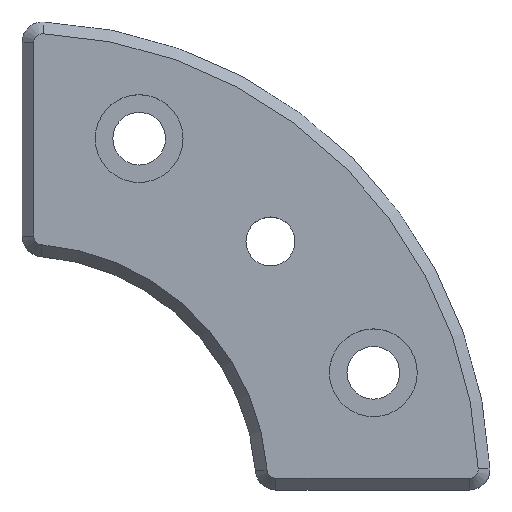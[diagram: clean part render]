
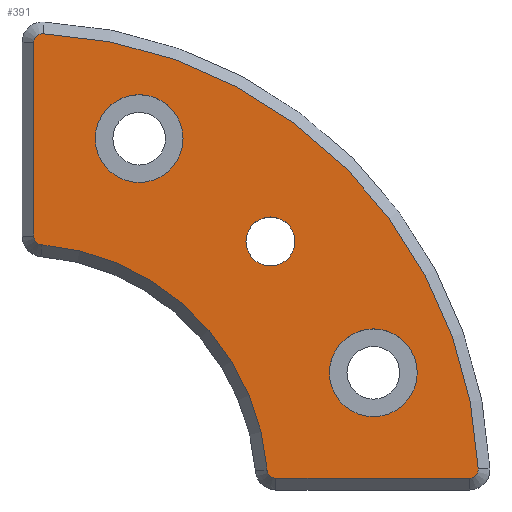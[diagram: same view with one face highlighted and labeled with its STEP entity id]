
A CAD part, top view. The second image highlights one B-rep face of the part: STEP entity #391.
In plain terms, the highlighted planar face has unit normal (0, 0, 1).
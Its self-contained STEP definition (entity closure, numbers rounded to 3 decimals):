
#20=LINE('',#630,#42);
#26=LINE('',#654,#48);
#42=VECTOR('',#507,33.061);
#48=VECTOR('',#533,33.061);
#70=PLANE('',#443);
#80=FACE_BOUND('',#138,.T.);
#81=FACE_BOUND('',#139,.T.);
#82=FACE_BOUND('',#140,.T.);
#105=FACE_OUTER_BOUND('',#137,.T.);
#137=EDGE_LOOP('',(#323,#324,#325,#326,#327,#328,#329,#330));
#138=EDGE_LOOP('',(#331));
#139=EDGE_LOOP('',(#332));
#140=EDGE_LOOP('',(#333));
#150=CIRCLE('',#401,4.188);
#153=CIRCLE('',#406,7.5);
#157=CIRCLE('',#413,7.5);
#159=CIRCLE('',#417,42.);
#162=CIRCLE('',#421,1.5);
#164=CIRCLE('',#425,1.5);
#166=CIRCLE('',#428,78.);
#168=CIRCLE('',#431,1.5);
#170=CIRCLE('',#435,1.5);
#178=VERTEX_POINT('',#586);
#181=VERTEX_POINT('',#594);
#185=VERTEX_POINT('',#605);
#188=VERTEX_POINT('',#612);
#189=VERTEX_POINT('',#614);
#191=VERTEX_POINT('',#620);
#193=VERTEX_POINT('',#626);
#195=VERTEX_POINT('',#632);
#197=VERTEX_POINT('',#638);
#199=VERTEX_POINT('',#644);
#201=VERTEX_POINT('',#650);
#212=EDGE_CURVE('',#178,#178,#150,.T.);
#215=EDGE_CURVE('',#181,#181,#153,.T.);
#219=EDGE_CURVE('',#185,#185,#157,.T.);
#222=EDGE_CURVE('',#188,#189,#159,.T.);
#227=EDGE_CURVE('',#189,#191,#162,.T.);
#230=EDGE_CURVE('',#191,#193,#20,.T.);
#233=EDGE_CURVE('',#193,#195,#164,.T.);
#236=EDGE_CURVE('',#195,#197,#166,.T.);
#239=EDGE_CURVE('',#197,#199,#168,.T.);
#242=EDGE_CURVE('',#199,#201,#26,.T.);
#244=EDGE_CURVE('',#201,#188,#170,.T.);
#323=ORIENTED_EDGE('',*,*,#222,.F.);
#324=ORIENTED_EDGE('',*,*,#244,.F.);
#325=ORIENTED_EDGE('',*,*,#242,.F.);
#326=ORIENTED_EDGE('',*,*,#239,.F.);
#327=ORIENTED_EDGE('',*,*,#236,.F.);
#328=ORIENTED_EDGE('',*,*,#233,.F.);
#329=ORIENTED_EDGE('',*,*,#230,.F.);
#330=ORIENTED_EDGE('',*,*,#227,.F.);
#331=ORIENTED_EDGE('',*,*,#212,.T.);
#332=ORIENTED_EDGE('',*,*,#215,.T.);
#333=ORIENTED_EDGE('',*,*,#219,.T.);
#391=ADVANCED_FACE('',(#105,#80,#81,#82),#70,.T.);
#401=AXIS2_PLACEMENT_3D('',#587,#458,#459);
#406=AXIS2_PLACEMENT_3D('',#595,#468,#469);
#413=AXIS2_PLACEMENT_3D('',#606,#482,#483);
#417=AXIS2_PLACEMENT_3D('',#615,#491,#492);
#421=AXIS2_PLACEMENT_3D('',#624,#501,#502);
#425=AXIS2_PLACEMENT_3D('',#636,#513,#514);
#428=AXIS2_PLACEMENT_3D('',#642,#520,#521);
#431=AXIS2_PLACEMENT_3D('',#648,#527,#528);
#435=AXIS2_PLACEMENT_3D('',#657,#538,#539);
#443=AXIS2_PLACEMENT_3D('',#676,#560,#561);
#458=DIRECTION('center_axis',(0.,0.,-1.));
#459=DIRECTION('ref_axis',(1.,0.,0.));
#468=DIRECTION('center_axis',(0.,0.,-1.));
#469=DIRECTION('ref_axis',(1.,0.,0.));
#482=DIRECTION('center_axis',(0.,0.,-1.));
#483=DIRECTION('ref_axis',(1.,0.,0.));
#491=DIRECTION('center_axis',(0.,0.,1.));
#492=DIRECTION('ref_axis',(1.,0.,0.));
#501=DIRECTION('center_axis',(0.,0.,-1.));
#502=DIRECTION('ref_axis',(-0.735,-0.678,0.));
#507=DIRECTION('',(0.,1.,0.));
#513=DIRECTION('center_axis',(0.,0.,-1.));
#514=DIRECTION('ref_axis',(-0.691,0.723,0.));
#520=DIRECTION('center_axis',(0.,0.,-1.));
#521=DIRECTION('ref_axis',(1.,0.,0.));
#527=DIRECTION('center_axis',(0.,0.,-1.));
#528=DIRECTION('ref_axis',(0.723,-0.691,0.));
#533=DIRECTION('',(-1.,0.,0.));
#538=DIRECTION('center_axis',(0.,0.,-1.));
#539=DIRECTION('ref_axis',(-0.678,-0.735,0.));
#560=DIRECTION('center_axis',(0.,0.,1.));
#561=DIRECTION('ref_axis',(1.,0.,0.));
#586=CARTESIAN_POINT('',(46.614,42.426,15.));
#587=CARTESIAN_POINT('Origin',(42.426,42.426,15.));
#594=CARTESIAN_POINT('',(67.5,20.,15.));
#595=CARTESIAN_POINT('Origin',(60.,20.,15.));
#605=CARTESIAN_POINT('',(27.5,60.,15.));
#606=CARTESIAN_POINT('Origin',(20.,60.,15.));
#612=CARTESIAN_POINT('',(41.864,3.379,15.));
#614=CARTESIAN_POINT('',(3.379,41.864,15.));
#615=CARTESIAN_POINT('Origin',(0.,0.,15.));
#620=CARTESIAN_POINT('',(2.,43.359,15.));
#624=CARTESIAN_POINT('Origin',(3.5,43.359,15.));
#626=CARTESIAN_POINT('',(2.,76.42,15.));
#630=CARTESIAN_POINT('',(2.,39.049,15.));
#632=CARTESIAN_POINT('',(3.569,77.918,15.));
#636=CARTESIAN_POINT('Origin',(3.5,76.42,15.));
#638=CARTESIAN_POINT('',(77.918,3.569,15.));
#642=CARTESIAN_POINT('Origin',(0.,0.,15.));
#644=CARTESIAN_POINT('',(76.42,2.,15.));
#648=CARTESIAN_POINT('Origin',(76.42,3.5,15.));
#650=CARTESIAN_POINT('',(43.359,2.,15.));
#654=CARTESIAN_POINT('',(59.049,2.,15.));
#657=CARTESIAN_POINT('Origin',(43.359,3.5,15.));
#676=CARTESIAN_POINT('Origin',(38.097,38.097,15.));
